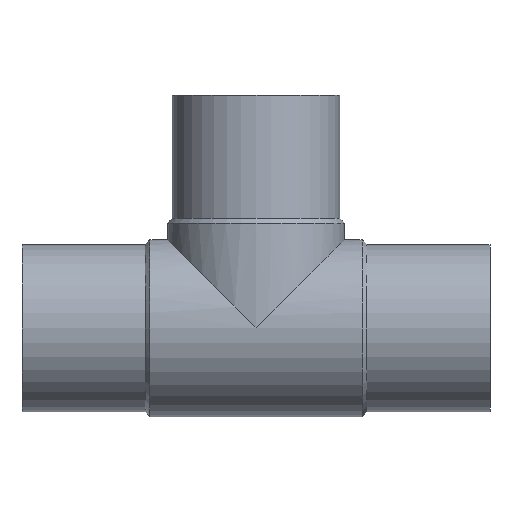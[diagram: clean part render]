
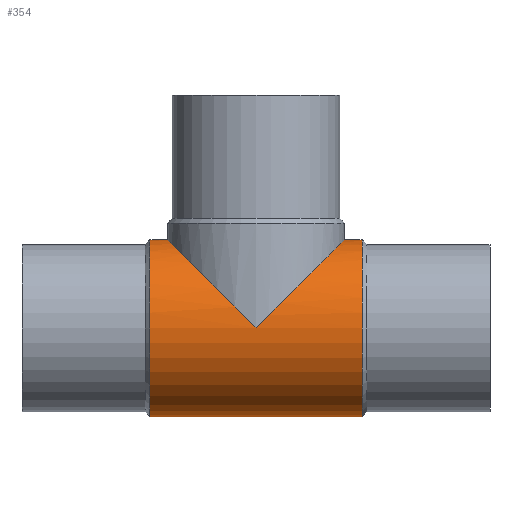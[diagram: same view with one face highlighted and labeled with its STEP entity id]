
A CAD part, top view. The second image highlights one B-rep face of the part: STEP entity #354.
In plain terms, the highlighted cylindrical face has radius 66.2 mm (diameter 132.4 mm), a partial arc.
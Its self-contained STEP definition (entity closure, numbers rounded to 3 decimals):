
#138 = VERTEX_POINT( '', #378 );
#154 = VERTEX_POINT( '', #398 );
#158 = VERTEX_POINT( '', #402 );
#178 = VERTEX_POINT( '', #424 );
#184 = EDGE_CURVE( '', #262, #138, #430, .T. );
#222 = EDGE_CURVE( '', #346, #154, #475, .T. );
#250 = EDGE_CURVE( '', #158, #300, #507, .T. );
#262 = VERTEX_POINT( '', #519 );
#278 = EDGE_CURVE( '', #262, #346, #536, .T. );
#300 = VERTEX_POINT( '', #560 );
#330 = EDGE_CURVE( '', #300, #178, #594, .T. );
#338 = EDGE_CURVE( '', #154, #158, #602, .T. );
#346 = VERTEX_POINT( '', #610 );
#348 = EDGE_CURVE( '', #178, #138, #612, .T. );
#354 = ADVANCED_FACE( '', ( #619 ), #620, .T. );
#378 = CARTESIAN_POINT( '', ( -254.3, 66.2, 0. ) );
#398 = CARTESIAN_POINT( '', ( -95.7, 66.2, 0. ) );
#402 = CARTESIAN_POINT( '', ( -108.8, 66.2, 0. ) );
#424 = CARTESIAN_POINT( '', ( -241.2, 66.2, 0. ) );
#430 = CIRCLE( '', #704, 66.2 );
#475 = CIRCLE( '', #758, 66.2 );
#507 = ELLIPSE( '', #801, 93.621, 66.2 );
#519 = CARTESIAN_POINT( '', ( -254.3, -66.2, 0. ) );
#536 = LINE( '', #840, #841 );
#560 = CARTESIAN_POINT( '', ( -175., 0., 66.2 ) );
#594 = ELLIPSE( '', #918, 93.621, 66.2 );
#602 = LINE( '', #929, #930 );
#610 = CARTESIAN_POINT( '', ( -95.7, -66.2, 0. ) );
#612 = LINE( '', #944, #945 );
#619 = FACE_OUTER_BOUND( '', #952, .T. );
#620 = CYLINDRICAL_SURFACE( '', #953, 66.2 );
#704 = AXIS2_PLACEMENT_3D( '', #1027, #1028, #1029 );
#758 = AXIS2_PLACEMENT_3D( '', #1087, #1088, #1089 );
#801 = AXIS2_PLACEMENT_3D( '', #1143, #1144, #1145 );
#840 = CARTESIAN_POINT( '', ( -175., -66.2, 0. ) );
#841 = VECTOR( '', #1166, 1. );
#918 = AXIS2_PLACEMENT_3D( '', #1241, #1242, #1243 );
#929 = CARTESIAN_POINT( '', ( -175., 66.2, 0. ) );
#930 = VECTOR( '', #1250, 1. );
#944 = CARTESIAN_POINT( '', ( -175., 66.2, 0. ) );
#945 = VECTOR( '', #1255, 1. );
#952 = EDGE_LOOP( '', ( #1266, #1267, #1268, #1269, #1270, #1271, #1272 ) );
#953 = AXIS2_PLACEMENT_3D( '', #1273, #1274, #1275 );
#1027 = CARTESIAN_POINT( '', ( -254.3, 0., 0. ) );
#1028 = DIRECTION( '', ( -1., 0., 0. ) );
#1029 = DIRECTION( '', ( 0., 1., 0. ) );
#1087 = CARTESIAN_POINT( '', ( -95.7, 0., 0. ) );
#1088 = DIRECTION( '', ( -1., 0., 0. ) );
#1089 = DIRECTION( '', ( 0., 1., 0. ) );
#1143 = CARTESIAN_POINT( '', ( -175., 0., 0. ) );
#1144 = DIRECTION( '', ( 0.707, -0.707, 0. ) );
#1145 = DIRECTION( '', ( 0.707, 0.707, 0. ) );
#1166 = DIRECTION( '', ( 1., 0., 0. ) );
#1241 = CARTESIAN_POINT( '', ( -175., 0., 0. ) );
#1242 = DIRECTION( '', ( -0.707, -0.707, 0. ) );
#1243 = DIRECTION( '', ( 0.707, -0.707, 0. ) );
#1250 = DIRECTION( '', ( -1., 0., 0. ) );
#1255 = DIRECTION( '', ( -1., 0., 0. ) );
#1266 = ORIENTED_EDGE( '', *, *, #338, .T. );
#1267 = ORIENTED_EDGE( '', *, *, #250, .T. );
#1268 = ORIENTED_EDGE( '', *, *, #330, .T. );
#1269 = ORIENTED_EDGE( '', *, *, #348, .T. );
#1270 = ORIENTED_EDGE( '', *, *, #184, .F. );
#1271 = ORIENTED_EDGE( '', *, *, #278, .T. );
#1272 = ORIENTED_EDGE( '', *, *, #222, .T. );
#1273 = CARTESIAN_POINT( '', ( -175., 0., 0. ) );
#1274 = DIRECTION( '', ( 1., 0., 0. ) );
#1275 = DIRECTION( '', ( 0., 1., 0. ) );
